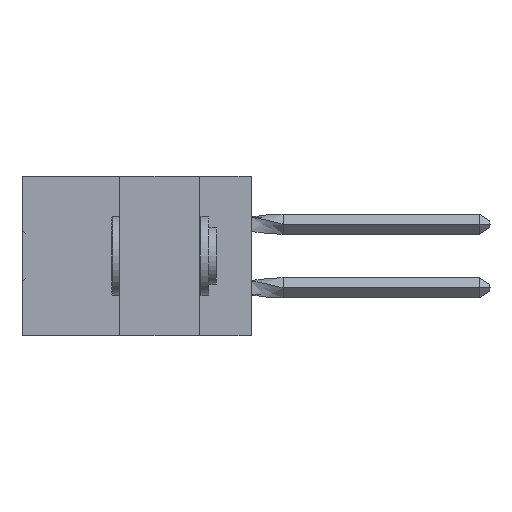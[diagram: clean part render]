
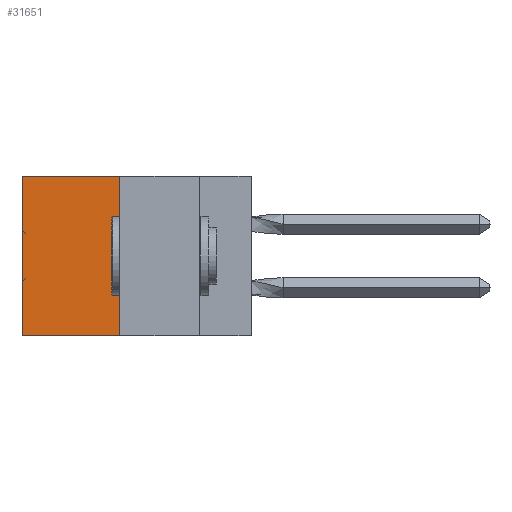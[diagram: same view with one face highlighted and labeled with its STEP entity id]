
A CAD part, left-side view. The second image highlights one B-rep face of the part: STEP entity #31651.
In plain terms, the highlighted planar face has unit normal (-1, 0, 0).
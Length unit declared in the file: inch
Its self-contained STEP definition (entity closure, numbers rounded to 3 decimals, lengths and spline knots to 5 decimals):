
#1342 = CARTESIAN_POINT ( 'NONE',  ( 0.305, 0.72, -0.5 ) ) ;
#1974 = CARTESIAN_POINT ( 'NONE',  ( 0.305, 0.413, -0.5 ) ) ;
#2842 = DIRECTION ( 'NONE',  ( 0., 1., 0. ) ) ;
#5717 = DIRECTION ( 'NONE',  ( 1., 0., 0. ) ) ;
#9427 = EDGE_LOOP ( 'NONE', ( #27191, #27858, #19743, #24747 ) ) ;
#12911 = LINE ( 'NONE', #1342, #30060 ) ;
#13344 = LINE ( 'NONE', #1974, #43984 ) ;
#14914 = VERTEX_POINT ( 'NONE', #15825 ) ;
#15825 = CARTESIAN_POINT ( 'NONE',  ( 0.305, 0.413, 0. ) ) ;
#19608 = CARTESIAN_POINT ( 'NONE',  ( 0.305, 0.72, -0.5 ) ) ;
#19743 = ORIENTED_EDGE ( 'NONE', *, *, #46054, .F. ) ;
#22023 = VERTEX_POINT ( 'NONE', #19608 ) ;
#23589 = FACE_OUTER_BOUND ( 'NONE', #9427, .T. ) ;
#24747 = ORIENTED_EDGE ( 'NONE', *, *, #58417, .T. ) ;
#26026 = CARTESIAN_POINT ( 'NONE',  ( 0.305, 0.413, -0.5 ) ) ;
#27191 = ORIENTED_EDGE ( 'NONE', *, *, #34833, .T. ) ;
#27858 = ORIENTED_EDGE ( 'NONE', *, *, #31118, .F. ) ;
#28886 = PLANE ( 'NONE',  #53251 ) ;
#30060 = VECTOR ( 'NONE', #50918, 39.37008 ) ;
#31118 = EDGE_CURVE ( 'NONE', #50425, #22023, #46477, .T. ) ;
#31395 = LINE ( 'NONE', #42901, #39171 ) ;
#31651 = ADVANCED_FACE ( 'NONE', ( #23589 ), #28886, .F. ) ;
#33843 = DIRECTION ( 'NONE',  ( 0., 0., -1. ) ) ;
#34833 = EDGE_CURVE ( 'NONE', #56645, #22023, #12911, .T. ) ;
#36945 = DIRECTION ( 'NONE',  ( 0., 0., -1. ) ) ;
#37371 = CARTESIAN_POINT ( 'NONE',  ( 0.305, 0.413, -0.5 ) ) ;
#39171 = VECTOR ( 'NONE', #2842, 39.37008 ) ;
#42901 = CARTESIAN_POINT ( 'NONE',  ( 0.305, 0.413, 0. ) ) ;
#43984 = VECTOR ( 'NONE', #33843, 39.37008 ) ;
#46054 = EDGE_CURVE ( 'NONE', #14914, #50425, #13344, .T. ) ;
#46477 = LINE ( 'NONE', #26026, #55745 ) ;
#46552 = CARTESIAN_POINT ( 'NONE',  ( 0.305, 0.413, -0.5 ) ) ;
#50425 = VERTEX_POINT ( 'NONE', #37371 ) ;
#50918 = DIRECTION ( 'NONE',  ( 0., 0., -1. ) ) ;
#53251 = AXIS2_PLACEMENT_3D ( 'NONE', #46552, #5717, #36945 ) ;
#54108 = CARTESIAN_POINT ( 'NONE',  ( 0.305, 0.72, 0. ) ) ;
#55745 = VECTOR ( 'NONE', #57866, 39.37008 ) ;
#56645 = VERTEX_POINT ( 'NONE', #54108 ) ;
#57866 = DIRECTION ( 'NONE',  ( 0., 1., 0. ) ) ;
#58417 = EDGE_CURVE ( 'NONE', #14914, #56645, #31395, .T. ) ;
